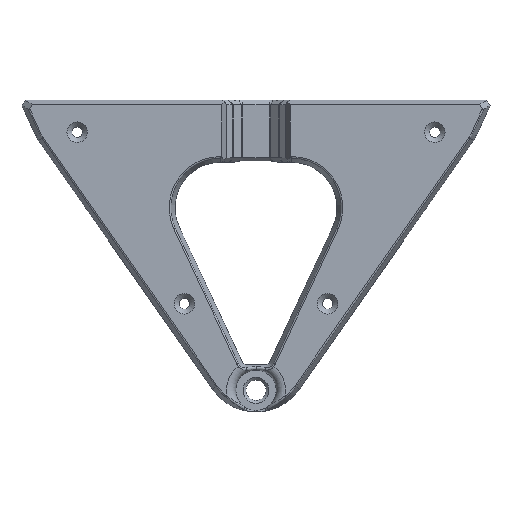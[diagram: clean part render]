
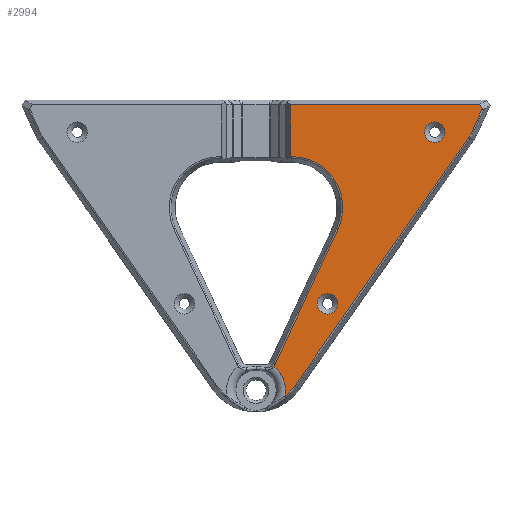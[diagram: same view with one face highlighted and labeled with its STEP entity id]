
A CAD part, top view. The second image highlights one B-rep face of the part: STEP entity #2994.
In plain terms, the highlighted planar face has unit normal (0, 0, 1).
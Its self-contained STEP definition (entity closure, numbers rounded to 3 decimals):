
#179=FACE_BOUND('',#398,.T.);
#180=FACE_BOUND('',#399,.T.);
#210=FACE_OUTER_BOUND('',#397,.T.);
#397=EDGE_LOOP('',(#2089,#2090,#2091,#2092,#2093,#2094,#2095,#2096,#2097,
#2098,#2099,#2100));
#398=EDGE_LOOP('',(#2101));
#399=EDGE_LOOP('',(#2102));
#599=CIRCLE('',#3209,9.5);
#607=CIRCLE('',#3220,15.17);
#610=CIRCLE('',#3224,16.43);
#611=CIRCLE('',#3225,3.33);
#612=CIRCLE('',#3226,8.17);
#613=CIRCLE('',#3227,3.3);
#614=CIRCLE('',#3228,3.3);
#736=LINE('',#5366,#1006);
#737=LINE('',#5368,#1007);
#738=LINE('',#5370,#1008);
#739=LINE('',#5372,#1009);
#740=LINE('',#5374,#1010);
#741=LINE('',#5378,#1011);
#742=LINE('',#5381,#1012);
#1006=VECTOR('',#3619,8.628);
#1007=VECTOR('',#3620,1.597);
#1008=VECTOR('',#3621,60.83);
#1009=VECTOR('',#3622,16.67);
#1010=VECTOR('',#3623,0.441);
#1011=VECTOR('',#3626,47.847);
#1012=VECTOR('',#3629,97.538);
#1295=VERTEX_POINT('',#4568);
#1296=VERTEX_POINT('',#4666);
#1312=VERTEX_POINT('',#5359);
#1313=VERTEX_POINT('',#5364);
#1314=VERTEX_POINT('',#5365);
#1315=VERTEX_POINT('',#5367);
#1316=VERTEX_POINT('',#5369);
#1317=VERTEX_POINT('',#5371);
#1318=VERTEX_POINT('',#5373);
#1319=VERTEX_POINT('',#5375);
#1320=VERTEX_POINT('',#5377);
#1321=VERTEX_POINT('',#5380);
#1322=VERTEX_POINT('',#5383);
#1323=VERTEX_POINT('',#5385);
#1584=EDGE_CURVE('',#1296,#1295,#599,.T.);
#1603=EDGE_CURVE('',#1295,#1312,#607,.T.);
#1606=EDGE_CURVE('',#1313,#1314,#736,.T.);
#1607=EDGE_CURVE('',#1314,#1315,#737,.T.);
#1608=EDGE_CURVE('',#1315,#1316,#738,.T.);
#1609=EDGE_CURVE('',#1316,#1317,#739,.T.);
#1610=EDGE_CURVE('',#1317,#1318,#740,.T.);
#1611=EDGE_CURVE('',#1318,#1319,#610,.T.);
#1612=EDGE_CURVE('',#1319,#1320,#741,.T.);
#1613=EDGE_CURVE('',#1320,#1296,#611,.T.);
#1614=EDGE_CURVE('',#1312,#1321,#742,.T.);
#1615=EDGE_CURVE('',#1321,#1313,#612,.T.);
#1616=EDGE_CURVE('',#1322,#1322,#613,.T.);
#1617=EDGE_CURVE('',#1323,#1323,#614,.T.);
#2089=ORIENTED_EDGE('',*,*,#1606,.T.);
#2090=ORIENTED_EDGE('',*,*,#1607,.T.);
#2091=ORIENTED_EDGE('',*,*,#1608,.T.);
#2092=ORIENTED_EDGE('',*,*,#1609,.T.);
#2093=ORIENTED_EDGE('',*,*,#1610,.T.);
#2094=ORIENTED_EDGE('',*,*,#1611,.T.);
#2095=ORIENTED_EDGE('',*,*,#1612,.T.);
#2096=ORIENTED_EDGE('',*,*,#1613,.T.);
#2097=ORIENTED_EDGE('',*,*,#1584,.T.);
#2098=ORIENTED_EDGE('',*,*,#1603,.T.);
#2099=ORIENTED_EDGE('',*,*,#1614,.T.);
#2100=ORIENTED_EDGE('',*,*,#1615,.T.);
#2101=ORIENTED_EDGE('',*,*,#1616,.T.);
#2102=ORIENTED_EDGE('',*,*,#1617,.T.);
#2903=PLANE('',#3223);
#2994=ADVANCED_FACE('',(#210,#179,#180),#2903,.T.);
#3209=AXIS2_PLACEMENT_3D('',#4667,#3587,#3588);
#3220=AXIS2_PLACEMENT_3D('',#5360,#3611,#3612);
#3223=AXIS2_PLACEMENT_3D('',#5363,#3617,#3618);
#3224=AXIS2_PLACEMENT_3D('',#5376,#3624,#3625);
#3225=AXIS2_PLACEMENT_3D('',#5379,#3627,#3628);
#3226=AXIS2_PLACEMENT_3D('',#5382,#3630,#3631);
#3227=AXIS2_PLACEMENT_3D('',#5384,#3632,#3633);
#3228=AXIS2_PLACEMENT_3D('',#5386,#3634,#3635);
#3587=DIRECTION('center_axis',(0.,0.,-1.));
#3588=DIRECTION('ref_axis',(0.596,0.803,0.));
#3611=DIRECTION('center_axis',(0.,0.,1.));
#3612=DIRECTION('ref_axis',(0.613,-0.79,0.));
#3617=DIRECTION('center_axis',(0.,0.,1.));
#3618=DIRECTION('ref_axis',(0.,1.,0.));
#3619=DIRECTION('',(0.415,0.91,0.));
#3620=DIRECTION('',(-0.541,0.841,0.));
#3621=DIRECTION('',(-1.,0.,0.));
#3622=DIRECTION('',(0.,-1.,0.));
#3623=DIRECTION('',(1.,0.,0.));
#3624=DIRECTION('center_axis',(0.,0.,-1.));
#3625=DIRECTION('ref_axis',(0.,1.,0.));
#3626=DIRECTION('',(-0.423,-0.906,0.));
#3627=DIRECTION('center_axis',(0.,0.,-1.));
#3628=DIRECTION('ref_axis',(0.906,-0.423,0.));
#3629=DIRECTION('',(0.574,0.819,0.));
#3630=DIRECTION('center_axis',(0.,0.,1.));
#3631=DIRECTION('ref_axis',(0.819,-0.574,0.));
#3632=DIRECTION('center_axis',(0.,0.,-1.));
#3633=DIRECTION('ref_axis',(0.,-1.,0.));
#3634=DIRECTION('center_axis',(0.,0.,-1.));
#3635=DIRECTION('ref_axis',(0.,1.,0.));
#4568=CARTESIAN_POINT('',(9.304,28.086,14.5));
#4666=CARTESIAN_POINT('',(5.66,37.635,14.5));
#4667=CARTESIAN_POINT('Origin',(0.,30.005,14.5));
#5359=CARTESIAN_POINT('',(12.427,31.367,14.5));
#5360=CARTESIAN_POINT('Origin',(0.,40.068,14.5));
#5363=CARTESIAN_POINT('Origin',(0.,0.,14.5));
#5364=CARTESIAN_POINT('',(69.114,112.562,14.5));
#5365=CARTESIAN_POINT('',(72.694,120.412,14.5));
#5366=CARTESIAN_POINT('',(69.114,112.562,14.5));
#5367=CARTESIAN_POINT('',(71.83,121.755,14.5));
#5368=CARTESIAN_POINT('',(72.694,120.412,14.5));
#5369=CARTESIAN_POINT('',(11.,121.755,14.5));
#5370=CARTESIAN_POINT('',(71.83,121.755,14.5));
#5371=CARTESIAN_POINT('',(11.,105.085,14.5));
#5372=CARTESIAN_POINT('',(11.,121.755,14.5));
#5373=CARTESIAN_POINT('',(11.441,105.085,14.5));
#5374=CARTESIAN_POINT('',(11.,105.085,14.5));
#5375=CARTESIAN_POINT('',(26.331,81.712,14.5));
#5376=CARTESIAN_POINT('Origin',(11.441,88.655,14.5));
#5377=CARTESIAN_POINT('',(6.111,38.348,14.5));
#5378=CARTESIAN_POINT('',(26.331,81.712,14.5));
#5379=CARTESIAN_POINT('Origin',(3.093,39.755,14.5));
#5380=CARTESIAN_POINT('',(68.373,111.266,14.5));
#5381=CARTESIAN_POINT('',(12.427,31.367,14.5));
#5382=CARTESIAN_POINT('Origin',(61.68,115.952,14.5));
#5383=CARTESIAN_POINT('',(23.012,61.098,14.5));
#5384=CARTESIAN_POINT('Origin',(23.012,57.798,14.5));
#5385=CARTESIAN_POINT('',(57.457,116.221,14.5));
#5386=CARTESIAN_POINT('Origin',(57.457,112.921,14.5));
